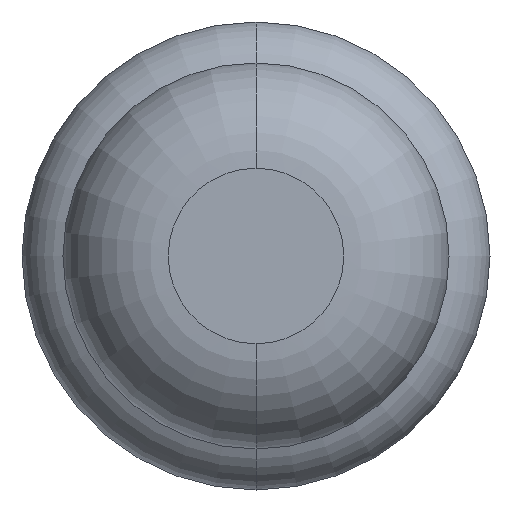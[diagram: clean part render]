
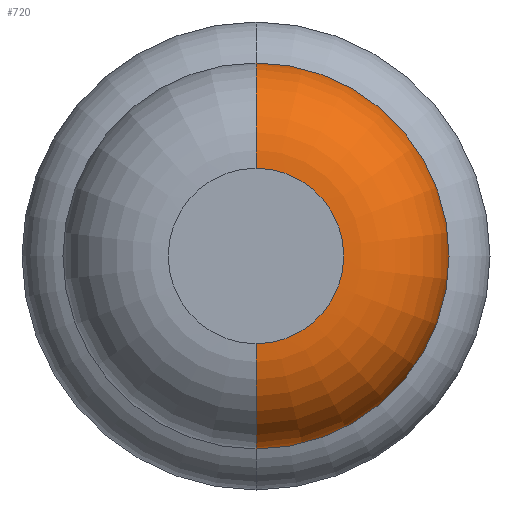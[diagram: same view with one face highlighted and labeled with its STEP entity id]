
A CAD part, front view. The second image highlights one B-rep face of the part: STEP entity #720.
In plain terms, the highlighted toroidal (fillet/blend) face has major radius 0.375 mm and minor radius 0.45 mm.
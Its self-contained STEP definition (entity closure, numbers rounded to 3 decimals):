
#24 = ORIENTED_EDGE ( 'NONE', *, *, #3149, .T. ) ;
#31 = CIRCLE ( 'NONE', #1482, 0.375 ) ;
#163 = CARTESIAN_POINT ( 'NONE',  ( 0., -28.55, 0.825 ) ) ;
#173 = CARTESIAN_POINT ( 'NONE',  ( 0., -29., 0. ) ) ;
#333 = DIRECTION ( 'NONE',  ( 0., 0., 1. ) ) ;
#594 = ORIENTED_EDGE ( 'NONE', *, *, #1528, .T. ) ;
#622 = ORIENTED_EDGE ( 'NONE', *, *, #3205, .F. ) ;
#720 = ADVANCED_FACE ( 'Defeature ausgef�hrt6_38', ( #4340 ), #1164, .T. ) ;
#1027 = CARTESIAN_POINT ( 'NONE',  ( 0., -29., -0.375 ) ) ;
#1152 = DIRECTION ( 'NONE',  ( 0., 1., 0. ) ) ;
#1161 = AXIS2_PLACEMENT_3D ( 'NONE', #4408, #1658, #4363 ) ;
#1164 = TOROIDAL_SURFACE ( 'NONE', #3404, 0.375, 0.45 ) ;
#1291 = VERTEX_POINT ( 'NONE', #2253 ) ;
#1482 = AXIS2_PLACEMENT_3D ( 'NONE', #173, #1525, #1573 ) ;
#1525 = DIRECTION ( 'NONE',  ( 0., 1., 0. ) ) ;
#1528 = EDGE_CURVE ( 'NONE', #1776, #4277, #3268, .T. ) ;
#1573 = DIRECTION ( 'NONE',  ( 0., 0., 1. ) ) ;
#1658 = DIRECTION ( 'NONE',  ( -1., 0., 0. ) ) ;
#1672 = VERTEX_POINT ( 'NONE', #163 ) ;
#1694 = CIRCLE ( 'NONE', #1161, 0.45 ) ;
#1741 = CARTESIAN_POINT ( 'NONE',  ( 0., -28.55, 0. ) ) ;
#1776 = VERTEX_POINT ( 'NONE', #1027 ) ;
#2082 = DIRECTION ( 'NONE',  ( 0., 1., 0. ) ) ;
#2253 = CARTESIAN_POINT ( 'NONE',  ( 0., -29., 0.375 ) ) ;
#2487 = CARTESIAN_POINT ( 'NONE',  ( 0., -28.55, -0.375 ) ) ;
#2850 = DIRECTION ( 'NONE',  ( 0., 0., 1. ) ) ;
#3149 = EDGE_CURVE ( 'Defeature ausgef�hrt6_38+Defeature ausgef�hrt6_37+Defeature ausgef�hrt6_37+Defeature ausgef�hrt6_37', #1291, #1776, #31, .T. ) ;
#3205 = EDGE_CURVE ( 'NONE', #1291, #1672, #1694, .T. ) ;
#3255 = CIRCLE ( 'NONE', #4239, 0.825 ) ;
#3268 = CIRCLE ( 'NONE', #3320, 0.45 ) ;
#3320 = AXIS2_PLACEMENT_3D ( 'NONE', #2487, #4191, #4206 ) ;
#3404 = AXIS2_PLACEMENT_3D ( 'NONE', #3872, #1152, #2850 ) ;
#3643 = EDGE_CURVE ( 'Defeature ausgef�hrt6_39+Defeature ausgef�hrt6_38+Defeature ausgef�hrt6_38+Defeature ausgef�hrt6_38', #1672, #4277, #3255, .T. ) ;
#3872 = CARTESIAN_POINT ( 'NONE',  ( 0., -28.55, 0. ) ) ;
#4119 = EDGE_LOOP ( 'NONE', ( #24, #594, #4416, #622 ) ) ;
#4191 = DIRECTION ( 'NONE',  ( 1., 0., 0. ) ) ;
#4206 = DIRECTION ( 'NONE',  ( 0., 0., -1. ) ) ;
#4239 = AXIS2_PLACEMENT_3D ( 'NONE', #1741, #2082, #333 ) ;
#4277 = VERTEX_POINT ( 'NONE', #4336 ) ;
#4336 = CARTESIAN_POINT ( 'NONE',  ( 0., -28.55, -0.825 ) ) ;
#4340 = FACE_OUTER_BOUND ( 'NONE', #4119, .T. ) ;
#4363 = DIRECTION ( 'NONE',  ( 0., 0., 1. ) ) ;
#4408 = CARTESIAN_POINT ( 'NONE',  ( 0., -28.55, 0.375 ) ) ;
#4416 = ORIENTED_EDGE ( 'NONE', *, *, #3643, .F. ) ;
